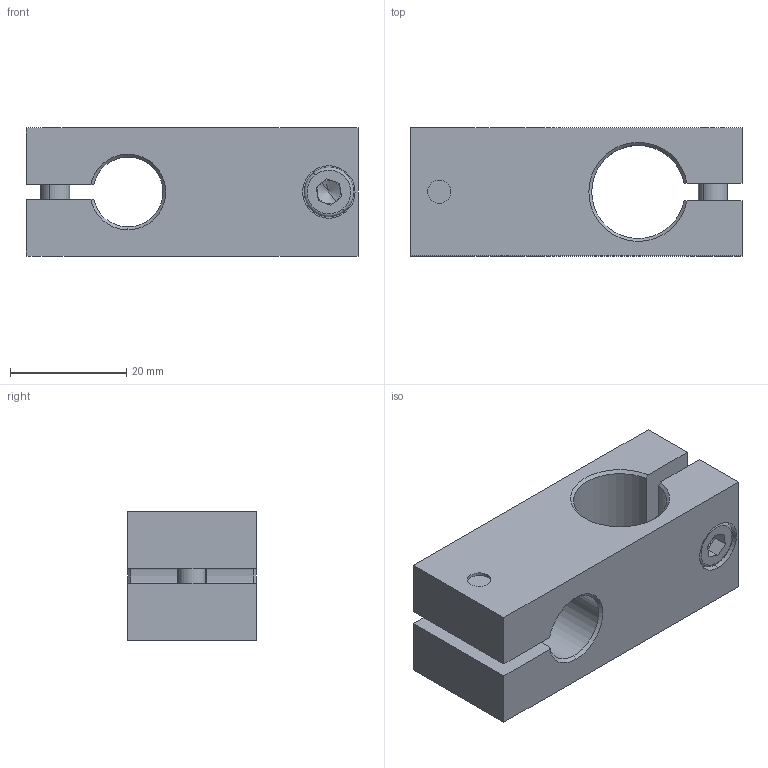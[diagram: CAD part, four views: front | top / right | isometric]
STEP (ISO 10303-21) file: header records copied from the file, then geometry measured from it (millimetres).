
FILE_DESCRIPTION (( 'STEP AP214' ), '1' );
FILE_NAME ('B97 Êðåñòîîáðàçíûé ñîåäèíèòåëü âàëîâ DSH O12 O16 ìì.STEP', '2025-05-26T10:12:09', ( '' ), ( '' ), 'SwSTEP 2.0', 'SolidWorks 2025', '' );
FILE_SCHEMA (( 'AUTOMOTIVE_DESIGN' ));
Length unit declared in the file: millimetre
Products named in the file (3): B97 Крестообразный соединитель валов DSH Ø12  Ø16 мм; B97 Крестообразный соединитель валов DSH Ø12  Ø16 мм_00; socket head cap screw_din_DIN 912 M5 x 16 --- 16N
Assembly tree (3 placements, depth 2):
  B97 Крестообразный соединитель валов DSH Ø12  Ø16 мм
    B97 Крестообразный соединитель валов DSH Ø12  Ø16 мм_00
    socket head cap screw_din_DIN 912 M5 x 16 --- 16N  x2
Bounding box: 57 x 22 x 22 mm (x, y, z)
Volume: 19445.9 mm3; surface area: 9432.6 mm2
Topology: 3 solids, 3 shells, 92 faces, 217 edges, 133 vertices
Faces by surface type: plane 44, cylinder 23, cone 17, torus 8
Entity records: 2048 total; most frequent: DIRECTION 358, CARTESIAN_POINT 352, ORIENTED_EDGE 314, EDGE_CURVE 157, AXIS2_PLACEMENT_3D 138, VERTEX_POINT 100, LINE 82, VECTOR 82
